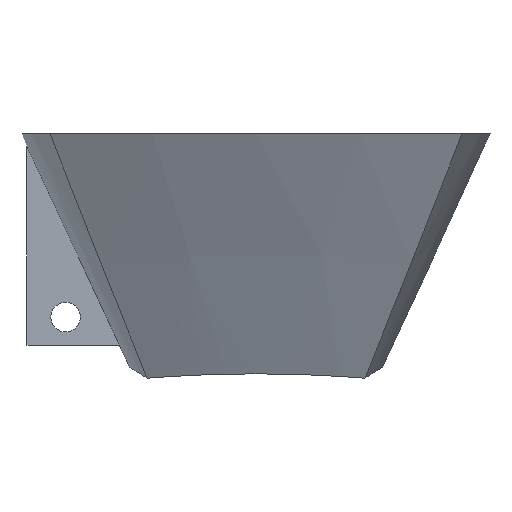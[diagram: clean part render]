
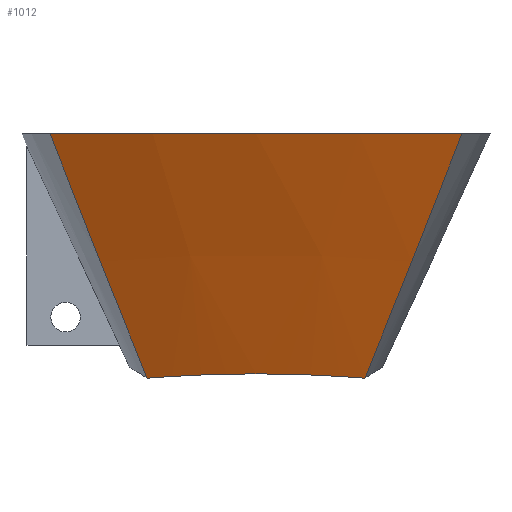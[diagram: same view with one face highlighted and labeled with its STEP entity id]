
A CAD part, left-side view. The second image highlights one B-rep face of the part: STEP entity #1012.
In plain terms, the highlighted conical face has half-angle 25 degrees and reference radius 172.772 mm.
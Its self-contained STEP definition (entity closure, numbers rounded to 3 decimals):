
#43=CARTESIAN_POINT('',(140.,0.,0.));
#44=DIRECTION('',(0.,1.,0.));
#45=DIRECTION('',(-0.987,0.,-0.162));
#46=AXIS2_PLACEMENT_3D('',#43,#44,#45);
#58=CARTESIAN_POINT('',(-23.964,34.668,-15.436));
#452=CARTESIAN_POINT('',(-23.964,34.668,15.436));
#453=CARTESIAN_POINT('',(-25.47,31.164,16.866));
#454=CARTESIAN_POINT('',(-28.555,23.926,19.793));
#455=CARTESIAN_POINT('',(-33.381,12.402,24.375));
#456=CARTESIAN_POINT('',(-36.756,4.215,27.577));
#457=CARTESIAN_POINT('',(-38.479,0.,29.214));
#484=CARTESIAN_POINT('',(-24.975,34.053,0.));
#485=CARTESIAN_POINT('',(-24.975,34.053,-1.049));
#486=CARTESIAN_POINT('',(-24.947,34.07,-3.04));
#487=CARTESIAN_POINT('',(-24.848,34.13,-5.683));
#488=CARTESIAN_POINT('',(-24.709,34.213,-8.04));
#489=CARTESIAN_POINT('',(-24.546,34.312,-10.14));
#490=CARTESIAN_POINT('',(-24.366,34.422,-12.04));
#491=CARTESIAN_POINT('',(-24.174,34.539,-13.787));
#492=CARTESIAN_POINT('',(-24.035,34.624,-14.898));
#493=CARTESIAN_POINT('',(-23.964,34.668,-15.436));
#495=CARTESIAN_POINT('',(-23.964,34.668,15.436));
#496=CARTESIAN_POINT('',(-24.035,34.624,14.894));
#497=CARTESIAN_POINT('',(-24.175,34.538,13.778));
#498=CARTESIAN_POINT('',(-24.368,34.421,12.027));
#499=CARTESIAN_POINT('',(-24.548,34.312,10.127));
#500=CARTESIAN_POINT('',(-24.71,34.213,8.028));
#501=CARTESIAN_POINT('',(-24.848,34.13,5.673));
#502=CARTESIAN_POINT('',(-24.947,34.07,3.034));
#503=CARTESIAN_POINT('',(-24.975,34.053,1.047));
#504=CARTESIAN_POINT('',(-24.975,34.053,0.));
#506=CARTESIAN_POINT('',(-23.964,34.668,-15.436));
#507=CARTESIAN_POINT('',(-25.47,31.164,-16.866));
#508=CARTESIAN_POINT('',(-28.555,23.926,-19.793));
#509=CARTESIAN_POINT('',(-33.381,12.402,-24.375));
#510=CARTESIAN_POINT('',(-36.756,4.215,-27.577));
#511=CARTESIAN_POINT('',(-38.479,0.,-29.214));
#605=VERTEX_POINT('',#58);
#607=VERTEX_POINT('',#484);
#608=VERTEX_POINT('',#495);
#612=VERTEX_POINT('',#511);
#613=VERTEX_POINT('',#457);
#1000=CARTESIAN_POINT('',(140.,17.334,0.));
#1001=DIRECTION('',(0.,-1.,0.));
#1002=DIRECTION('',(-0.987,0.,-0.158));
#1003=AXIS2_PLACEMENT_3D('',#1000,#1001,#1002);
#1004=CONICAL_SURFACE('',#1003,172.772,25.);
#1005=ORIENTED_EDGE('',*,*,#741,.F.);
#1006=ORIENTED_EDGE('',*,*,#945,.F.);
#1007=ORIENTED_EDGE('',*,*,#985,.T.);
#1008=ORIENTED_EDGE('',*,*,#674,.F.);
#1009=ORIENTED_EDGE('',*,*,#700,.F.);
#1010=EDGE_LOOP('',(#1005,#1006,#1007,#1008,#1009));
#1011=FACE_OUTER_BOUND('',#1010,.F.);
#47=CIRCLE('',#46,180.855);
#458=B_SPLINE_CURVE_WITH_KNOTS('',3,(#452,#453,#454,#455,#456,#457),
.UNSPECIFIED.,.F.,.F.,(4,1,1,4),(0.,0.333,0.667,1.),
.UNSPECIFIED.);
#494=B_SPLINE_CURVE_WITH_KNOTS('',3,(#484,#485,#486,#487,#488,#489,#490,#491,
#492,#493),.UNSPECIFIED.,.F.,.F.,(4,1,1,1,1,1,1,4),(0.,0.143,
0.286,0.429,0.571,0.714,
0.857,1.),.UNSPECIFIED.);
#505=B_SPLINE_CURVE_WITH_KNOTS('',3,(#495,#496,#497,#498,#499,#500,#501,#502,
#503,#504),.UNSPECIFIED.,.F.,.F.,(4,1,1,1,1,1,1,4),(0.,0.143,
0.286,0.429,0.571,0.714,
0.857,1.),.UNSPECIFIED.);
#512=B_SPLINE_CURVE_WITH_KNOTS('',3,(#506,#507,#508,#509,#510,#511),
.UNSPECIFIED.,.F.,.F.,(4,1,1,4),(0.,0.333,0.667,1.),
.UNSPECIFIED.);
#674=EDGE_CURVE('',#612,#613,#47,.T.);
#700=EDGE_CURVE('',#605,#612,#512,.T.);
#741=EDGE_CURVE('',#607,#605,#494,.T.);
#945=EDGE_CURVE('',#608,#607,#505,.T.);
#985=EDGE_CURVE('',#608,#613,#458,.T.);
#1012=ADVANCED_FACE('',(#1011),#1004,.T.);
